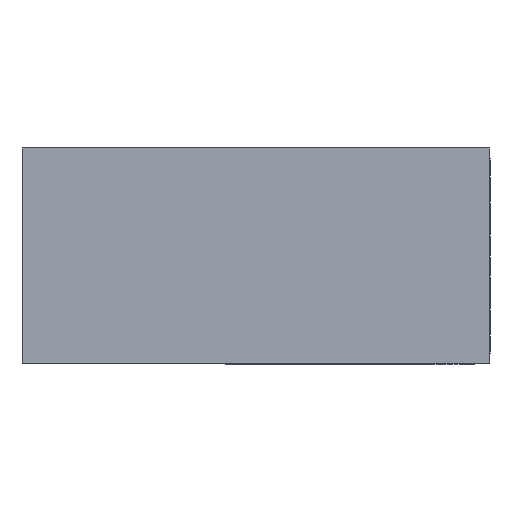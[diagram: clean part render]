
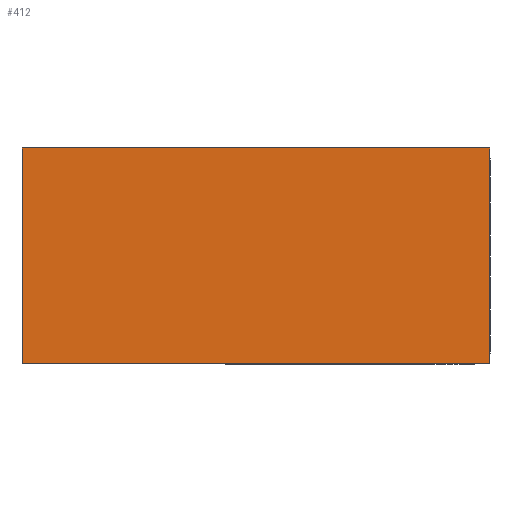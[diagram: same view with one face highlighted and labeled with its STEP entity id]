
A CAD part, front view. The second image highlights one B-rep face of the part: STEP entity #412.
In plain terms, the highlighted planar face has unit normal (0, -1, 0).
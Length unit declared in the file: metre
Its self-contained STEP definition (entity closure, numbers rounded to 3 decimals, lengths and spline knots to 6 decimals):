
#412 = ADVANCED_FACE( 'NONE', ( #942 ), #943, .F. );
#942 = FACE_OUTER_BOUND( '', #1578, .T. );
#943 = PLANE( '', #1579 );
#1578 = EDGE_LOOP( '', ( #2807, #2808, #2809, #2810 ) );
#1579 = AXIS2_PLACEMENT_3D( '', #2811, #2812, #2813 );
#2807 = ORIENTED_EDGE( '', *, *, #3903, .F. );
#2808 = ORIENTED_EDGE( '', *, *, #3722, .F. );
#2809 = ORIENTED_EDGE( '', *, *, #3983, .T. );
#2810 = ORIENTED_EDGE( '', *, *, #3962, .F. );
#2811 = CARTESIAN_POINT( '', ( -0.0325, -0.02, 0.015 ) );
#2812 = DIRECTION( '', ( 0., 1., 0. ) );
#2813 = DIRECTION( '', ( 1., 0., 0. ) );
#3722 = EDGE_CURVE( 'NONE', #4507, #4509, #4510, .T. );
#3903 = EDGE_CURVE( 'NONE', #4509, #4792, #4793, .T. );
#3962 = EDGE_CURVE( 'NONE', #4792, #4868, #4872, .T. );
#3983 = EDGE_CURVE( 'NONE', #4507, #4868, #4899, .T. );
#4507 = VERTEX_POINT( 'NONE', #5834 );
#4509 = VERTEX_POINT( 'NONE', #5837 );
#4510 = LINE( '', #5838, #5839 );
#4792 = VERTEX_POINT( 'NONE', #6330 );
#4793 = LINE( '', #6331, #6332 );
#4868 = VERTEX_POINT( 'NONE', #6703 );
#4872 = LINE( '', #6709, #6710 );
#4899 = LINE( '', #6770, #6771 );
#5834 = CARTESIAN_POINT( '', ( -0.0325, -0.02, 0.015 ) );
#5837 = CARTESIAN_POINT( '', ( 0.0325, -0.02, 0.015 ) );
#5838 = CARTESIAN_POINT( '', ( -0.0325, -0.02, 0.015 ) );
#5839 = VECTOR( '', #7307, 1. );
#6330 = CARTESIAN_POINT( '', ( 0.0325, -0.02, -0.015 ) );
#6331 = CARTESIAN_POINT( '', ( 0.0325, -0.02, 0.015 ) );
#6332 = VECTOR( '', #7508, 1. );
#6703 = CARTESIAN_POINT( '', ( -0.0325, -0.02, -0.015 ) );
#6709 = CARTESIAN_POINT( '', ( 0.0325, -0.02, -0.015 ) );
#6710 = VECTOR( '', #7543, 1. );
#6770 = CARTESIAN_POINT( '', ( -0.0325, -0.02, 0.015 ) );
#6771 = VECTOR( '', #7565, 1. );
#7307 = DIRECTION( '', ( 1., 0., 0. ) );
#7508 = DIRECTION( '', ( 0., 0., -1. ) );
#7543 = DIRECTION( '', ( -1., 0., 0. ) );
#7565 = DIRECTION( '', ( 0., 0., -1. ) );
